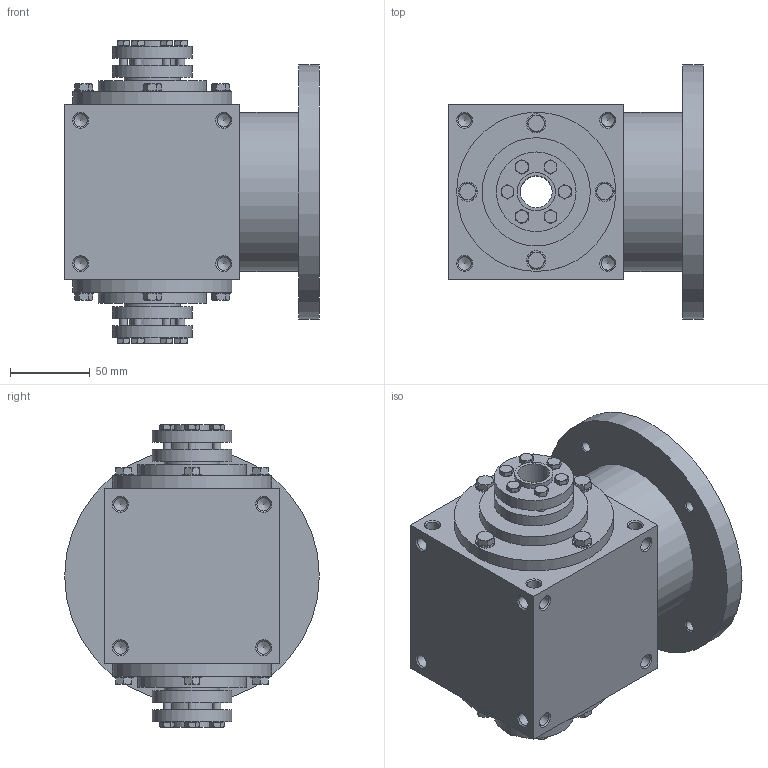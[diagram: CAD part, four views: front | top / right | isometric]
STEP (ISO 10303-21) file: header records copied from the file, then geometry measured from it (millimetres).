
FILE_DESCRIPTION( ( 'STEP AP214' ), '1' );
FILE_NAME( 'MRA110_MC2_R.1_2_71_B5.stp', '2018-08-16T07:19:30', ( '' ), ( '' ), ' ', 'PARTsolutions', ' ' );
FILE_SCHEMA( ( 'AUTOMOTIVE_DESIGN { 1 0 10303 214 1 1 1 1 }' ) );
Length unit declared in the file: millimetre
Products named in the file (5): MRA110_MC2_R.1/2_71/B5; _MRA11020-case; _MRX110_3-flange; _RC_RR110-screw; _RA110-shrink_disk
Assembly tree (12 placements, depth 2):
  MRA110_MC2_R.1/2_71/B5
    _MRA11020-case
    _MRX110_3-flange
    _RC_RR110-screw  x8
    _RA110-shrink_disk  x2
Bounding box: 160 x 160 x 190 mm (x, y, z)
Volume: 1992534.3 mm3; surface area: 196811.3 mm2
Topology: 12 solids, 12 shells, 485 faces, 1170 edges, 727 vertices
Faces by surface type: plane 201, cone 176, cylinder 108
Full cylindrical faces by diameter (mm): 5 x12, 6.647 x4, 6.88 x12, 8.376 x48, 12 x8, 20 x2, 22 x1, 24 x4, 29 x2, 30 x1, 35 x2, 50 x4, 68 x2, 100 x3, 110 x1, 160 x1
Entity records: 9542 total; most frequent: CARTESIAN_POINT 1518, DIRECTION 1254, ORIENTED_EDGE 964, AXIS2_PLACEMENT_3D 574, EDGE_CURVE 482, EDGE_LOOP 462, VERTEX_POINT 382, FACE_OUTER_BOUND 353
